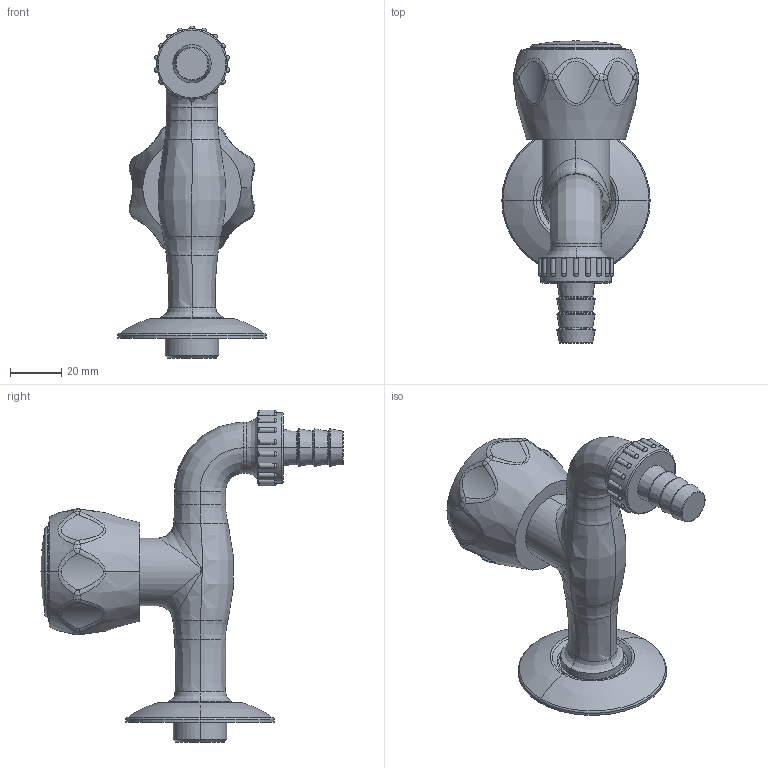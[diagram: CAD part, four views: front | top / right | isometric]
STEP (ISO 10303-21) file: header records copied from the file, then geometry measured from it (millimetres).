
FILE_DESCRIPTION((''),'2;1');
FILE_NAME('DA211CR','2021-11-09T13:02:18',('ut3'),('PAFFONI SpA'),'CREO PARAMETRIC BY PTC INC, 2020044','CREO PARAMETRIC BY PTC INC, 2020044','');
FILE_SCHEMA(('CONFIG_CONTROL_DESIGN','SHAPE_APPEARANCE_LAYERS_GROUPS'));
Length unit declared in the file: millimetre
Products named in the file (1): DA211CR
Bounding box: 58 x 118.24 x 129.8 mm (x, y, z)
Volume: 137162.7 mm3; surface area: 25053.8 mm2
Topology: 1 solids, 1 shells, 206 faces, 514 edges, 297 vertices
Faces by surface type: bspline 79, cylinder 38, torus 34, cone 24, sphere 22, plane 9
Entity records: 14800 total; most frequent: CARTESIAN_POINT 9040, ORIENTED_EDGE 988, DIRECTION 769, EDGE_CURVE 494, AXIS2_PLACEMENT_3D 347, VERTEX_POINT 297, CIRCLE 220, EDGE_LOOP 213
